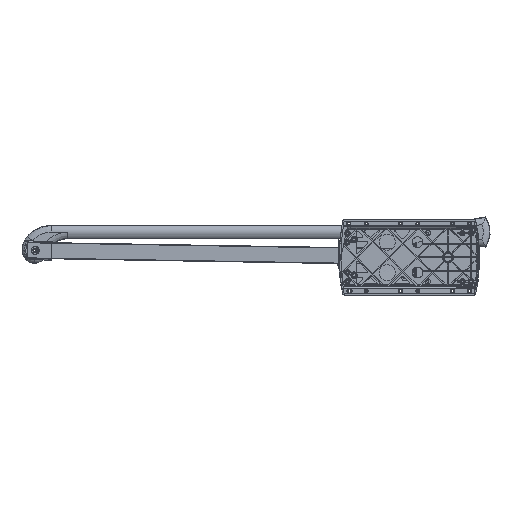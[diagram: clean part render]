
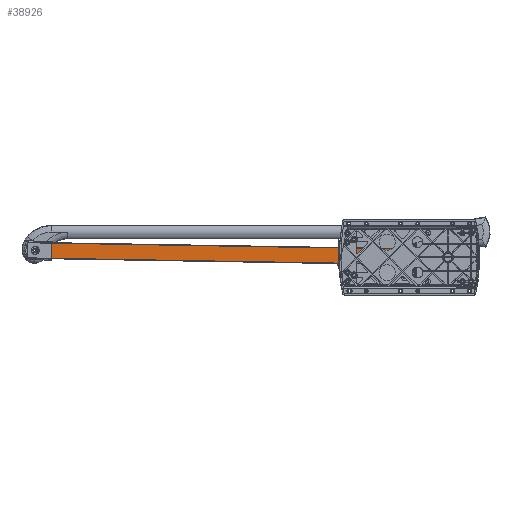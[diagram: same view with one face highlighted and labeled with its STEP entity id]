
A CAD part, left-side view. The second image highlights one B-rep face of the part: STEP entity #38926.
In plain terms, the highlighted face is planar.
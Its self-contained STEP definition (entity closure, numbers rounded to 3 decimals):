
#3059 = ORIENTED_EDGE ( 'NONE', *, *, #37305, .T. ) ;
#3151 = EDGE_CURVE ( 'NONE', #25896, #78631, #29747, .T. ) ;
#6707 = DIRECTION ( 'NONE',  ( 0., 1., 0. ) ) ;
#7946 = FACE_OUTER_BOUND ( 'NONE', #66344, .T. ) ;
#9547 = CARTESIAN_POINT ( 'NONE',  ( 0., 5., 38.2 ) ) ;
#10663 = AXIS2_PLACEMENT_3D ( 'NONE', #44541, #38761, #65514 ) ;
#10983 = VERTEX_POINT ( 'NONE', #77284 ) ;
#11681 = EDGE_LOOP ( 'NONE', ( #80671, #82234 ) ) ;
#13437 = CARTESIAN_POINT ( 'NONE',  ( 0., 5., 38.2 ) ) ;
#13809 = CARTESIAN_POINT ( 'NONE',  ( 15., 5., 0. ) ) ;
#13812 = CIRCLE ( 'NONE', #54680, 10.4 ) ;
#14327 = EDGE_CURVE ( 'NONE', #37371, #38324, #71204, .T. ) ;
#14579 = ORIENTED_EDGE ( 'NONE', *, *, #29128, .F. ) ;
#15517 = EDGE_CURVE ( 'NONE', #38324, #37371, #13812, .T. ) ;
#17029 = DIRECTION ( 'NONE',  ( 0., 0., 1. ) ) ;
#17542 = CARTESIAN_POINT ( 'NONE',  ( 14., 5., 820. ) ) ;
#18059 = CARTESIAN_POINT ( 'NONE',  ( -7.5, 5., 805.4 ) ) ;
#19360 = DIRECTION ( 'NONE',  ( 0., 1., 0. ) ) ;
#20152 = DIRECTION ( 'NONE',  ( 0., -1., 0. ) ) ;
#20397 = CARTESIAN_POINT ( 'NONE',  ( 14., 5., 0. ) ) ;
#20780 = PLANE ( 'NONE',  #32372 ) ;
#23706 = ORIENTED_EDGE ( 'NONE', *, *, #3151, .F. ) ;
#24468 = ORIENTED_EDGE ( 'NONE', *, *, #73404, .T. ) ;
#25469 = AXIS2_PLACEMENT_3D ( 'NONE', #48282, #6707, #54704 ) ;
#25896 = VERTEX_POINT ( 'NONE', #53569 ) ;
#26346 = EDGE_CURVE ( 'NONE', #86260, #29316, #52388, .T. ) ;
#27627 = ORIENTED_EDGE ( 'NONE', *, *, #26346, .T. ) ;
#28651 = FACE_BOUND ( 'NONE', #11681, .T. ) ;
#28696 = EDGE_CURVE ( 'NONE', #78631, #25896, #66173, .T. ) ;
#29128 = EDGE_CURVE ( 'NONE', #10983, #63718, #53099, .T. ) ;
#29316 = VERTEX_POINT ( 'NONE', #42210 ) ;
#29747 = CIRCLE ( 'NONE', #25469, 7.5 ) ;
#31010 = CIRCLE ( 'NONE', #10663, 3.5 ) ;
#31570 = AXIS2_PLACEMENT_3D ( 'NONE', #80198, #66561, #45571 ) ;
#31885 = CARTESIAN_POINT ( 'NONE',  ( -14., 5., 820. ) ) ;
#32372 = AXIS2_PLACEMENT_3D ( 'NONE', #69347, #76884, #34728 ) ;
#32718 = DIRECTION ( 'NONE',  ( -1., 0., 0. ) ) ;
#34178 = EDGE_LOOP ( 'NONE', ( #65343, #23706 ) ) ;
#34728 = DIRECTION ( 'NONE',  ( 1., 0., 0. ) ) ;
#37305 = EDGE_CURVE ( 'NONE', #29316, #86260, #31010, .T. ) ;
#37371 = VERTEX_POINT ( 'NONE', #80660 ) ;
#37462 = DIRECTION ( 'NONE',  ( 1., 0., 0. ) ) ;
#38324 = VERTEX_POINT ( 'NONE', #44909 ) ;
#38761 = DIRECTION ( 'NONE',  ( 0., -1., 0. ) ) ;
#38926 = ADVANCED_FACE ( 'NONE', ( #69926, #44915, #28651, #7946 ), #20780, .F. ) ;
#41220 = AXIS2_PLACEMENT_3D ( 'NONE', #13437, #20152, #83232 ) ;
#42210 = CARTESIAN_POINT ( 'NONE',  ( 3.5, 5., 68.2 ) ) ;
#44541 = CARTESIAN_POINT ( 'NONE',  ( 0., 5., 68.2 ) ) ;
#44909 = CARTESIAN_POINT ( 'NONE',  ( 10.4, 5., 38.2 ) ) ;
#44915 = FACE_BOUND ( 'NONE', #68702, .T. ) ;
#45358 = DIRECTION ( 'NONE',  ( 0., -1., 0. ) ) ;
#45571 = DIRECTION ( 'NONE',  ( 1., 0., 0. ) ) ;
#48282 = CARTESIAN_POINT ( 'NONE',  ( 0., 5., 805.4 ) ) ;
#49706 = VECTOR ( 'NONE', #54418, 1000. ) ;
#51504 = DIRECTION ( 'NONE',  ( 0., 0., -1. ) ) ;
#52388 = CIRCLE ( 'NONE', #31570, 3.5 ) ;
#53099 = LINE ( 'NONE', #87541, #49706 ) ;
#53423 = VERTEX_POINT ( 'NONE', #20397 ) ;
#53569 = CARTESIAN_POINT ( 'NONE',  ( 7.5, 5., 805.4 ) ) ;
#54418 = DIRECTION ( 'NONE',  ( -1., 0., 0. ) ) ;
#54680 = AXIS2_PLACEMENT_3D ( 'NONE', #9547, #45358, #37462 ) ;
#54704 = DIRECTION ( 'NONE',  ( -1., 0., 0. ) ) ;
#56142 = ORIENTED_EDGE ( 'NONE', *, *, #72942, .T. ) ;
#58861 = ORIENTED_EDGE ( 'NONE', *, *, #75755, .T. ) ;
#62360 = DIRECTION ( 'NONE',  ( -1., 0., 0. ) ) ;
#63718 = VERTEX_POINT ( 'NONE', #89503 ) ;
#64751 = VECTOR ( 'NONE', #51504, 1000. ) ;
#65343 = ORIENTED_EDGE ( 'NONE', *, *, #28696, .F. ) ;
#65514 = DIRECTION ( 'NONE',  ( 1., 0., 0. ) ) ;
#65631 = LINE ( 'NONE', #31885, #77492 ) ;
#66173 = CIRCLE ( 'NONE', #75795, 7.5 ) ;
#66344 = EDGE_LOOP ( 'NONE', ( #14579, #24468, #56142, #58861 ) ) ;
#66561 = DIRECTION ( 'NONE',  ( 0., -1., 0. ) ) ;
#68702 = EDGE_LOOP ( 'NONE', ( #3059, #27627 ) ) ;
#69347 = CARTESIAN_POINT ( 'NONE',  ( 15., 5., 820. ) ) ;
#69926 = FACE_BOUND ( 'NONE', #34178, .T. ) ;
#70657 = CARTESIAN_POINT ( 'NONE',  ( -14., 5., 0. ) ) ;
#71204 = CIRCLE ( 'NONE', #41220, 10.4 ) ;
#72942 = EDGE_CURVE ( 'NONE', #53423, #73863, #85444, .T. ) ;
#73404 = EDGE_CURVE ( 'NONE', #10983, #53423, #77755, .T. ) ;
#73863 = VERTEX_POINT ( 'NONE', #70657 ) ;
#74573 = CARTESIAN_POINT ( 'NONE',  ( 0., 5., 805.4 ) ) ;
#75025 = CARTESIAN_POINT ( 'NONE',  ( -3.5, 5., 68.2 ) ) ;
#75755 = EDGE_CURVE ( 'NONE', #73863, #63718, #65631, .T. ) ;
#75795 = AXIS2_PLACEMENT_3D ( 'NONE', #74573, #19360, #32718 ) ;
#76884 = DIRECTION ( 'NONE',  ( 0., -1., 0. ) ) ;
#77284 = CARTESIAN_POINT ( 'NONE',  ( 14., 5., 820. ) ) ;
#77492 = VECTOR ( 'NONE', #17029, 1000. ) ;
#77755 = LINE ( 'NONE', #17542, #64751 ) ;
#78631 = VERTEX_POINT ( 'NONE', #18059 ) ;
#80198 = CARTESIAN_POINT ( 'NONE',  ( 0., 5., 68.2 ) ) ;
#80660 = CARTESIAN_POINT ( 'NONE',  ( -10.4, 5., 38.2 ) ) ;
#80671 = ORIENTED_EDGE ( 'NONE', *, *, #15517, .T. ) ;
#82165 = VECTOR ( 'NONE', #62360, 1000. ) ;
#82234 = ORIENTED_EDGE ( 'NONE', *, *, #14327, .T. ) ;
#83232 = DIRECTION ( 'NONE',  ( 1., 0., 0. ) ) ;
#85444 = LINE ( 'NONE', #13809, #82165 ) ;
#86260 = VERTEX_POINT ( 'NONE', #75025 ) ;
#87541 = CARTESIAN_POINT ( 'NONE',  ( 15., 5., 820. ) ) ;
#89503 = CARTESIAN_POINT ( 'NONE',  ( -14., 5., 820. ) ) ;
